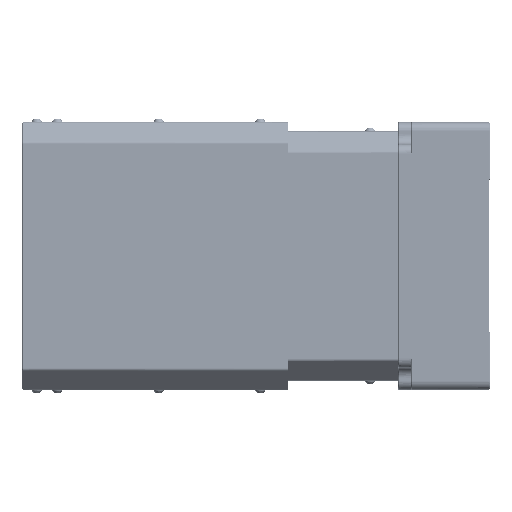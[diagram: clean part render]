
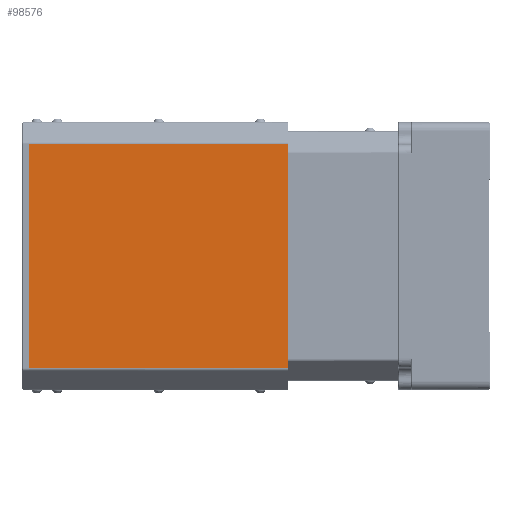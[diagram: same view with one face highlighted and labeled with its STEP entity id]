
A CAD part, left-side view. The second image highlights one B-rep face of the part: STEP entity #98576.
In plain terms, the highlighted planar face has unit normal (-1, 0, 0).
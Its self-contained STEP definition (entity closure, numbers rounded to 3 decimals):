
#4714 = CARTESIAN_POINT ( 'NONE',  ( 73.69, 109.5, -392.727 ) ) ;
#7466 = EDGE_LOOP ( 'NONE', ( #77815, #82516, #66434, #162840 ) ) ;
#10493 = CARTESIAN_POINT ( 'NONE',  ( 73.69, 109.5, -514.178 ) ) ;
#12440 = B_SPLINE_CURVE_WITH_KNOTS ( 'NONE', 3,
 ( #22939, #112281, #165274, #87991 ),
 .UNSPECIFIED., .F., .F.,
 ( 4, 4 ),
 ( 0., 1. ),
 .UNSPECIFIED. ) ;
#15398 = CARTESIAN_POINT ( 'NONE',  ( 73.69, 249.5, -433.21 ) ) ;
#22939 = CARTESIAN_POINT ( 'NONE',  ( 73.69, 109.5, -514.178 ) ) ;
#24364 = CARTESIAN_POINT ( 'NONE',  ( 73.69, 249.5, -514.178 ) ) ;
#25608 = B_SPLINE_CURVE_WITH_KNOTS ( 'NONE', 3,
 ( #44804, #15398, #121146, #164573 ),
 .UNSPECIFIED., .F., .F.,
 ( 4, 4 ),
 ( 0., 1. ),
 .UNSPECIFIED. ) ;
#34416 = DIRECTION ( 'NONE',  ( 0., 1., 0. ) ) ;
#35606 = CARTESIAN_POINT ( 'NONE',  ( 73.69, 202.833, -514.178 ) ) ;
#41339 = CARTESIAN_POINT ( 'NONE',  ( 73.69, 109.5, -392.727 ) ) ;
#43034 = CARTESIAN_POINT ( 'NONE',  ( 73.69, 156.167, -392.727 ) ) ;
#44804 = CARTESIAN_POINT ( 'NONE',  ( 73.69, 249.5, -392.727 ) ) ;
#45849 = B_SPLINE_CURVE_WITH_KNOTS ( 'NONE', 3,
 ( #64017, #69100, #43034, #41339 ),
 .UNSPECIFIED., .F., .F.,
 ( 4, 4 ),
 ( 0., 1. ),
 .UNSPECIFIED. ) ;
#47219 = EDGE_CURVE ( 'NONE', #136137, #142672, #124017, .T. ) ;
#50845 = CARTESIAN_POINT ( 'NONE',  ( 73.69, 179.5, -570.138 ) ) ;
#61119 = VERTEX_POINT ( 'NONE', #4714 ) ;
#63348 = EDGE_CURVE ( 'NONE', #142672, #61119, #12440, .T. ) ;
#63908 = PLANE ( 'NONE',  #163001 ) ;
#64017 = CARTESIAN_POINT ( 'NONE',  ( 73.69, 249.5, -392.727 ) ) ;
#66434 = ORIENTED_EDGE ( 'NONE', *, *, #160412, .T. ) ;
#69100 = CARTESIAN_POINT ( 'NONE',  ( 73.69, 202.833, -392.727 ) ) ;
#77815 = ORIENTED_EDGE ( 'NONE', *, *, #63348, .T. ) ;
#82516 = ORIENTED_EDGE ( 'NONE', *, *, #110409, .F. ) ;
#87991 = CARTESIAN_POINT ( 'NONE',  ( 73.69, 109.5, -392.727 ) ) ;
#98576 = ADVANCED_FACE ( 'NONE', ( #102049 ), #63908, .T. ) ;
#102049 = FACE_OUTER_BOUND ( 'NONE', #7466, .T. ) ;
#110409 = EDGE_CURVE ( 'NONE', #134341, #61119, #45849, .T. ) ;
#112281 = CARTESIAN_POINT ( 'NONE',  ( 73.69, 109.5, -473.694 ) ) ;
#114199 = DIRECTION ( 'NONE',  ( -1., 0., 0. ) ) ;
#121146 = CARTESIAN_POINT ( 'NONE',  ( 73.69, 249.5, -473.694 ) ) ;
#124017 = B_SPLINE_CURVE_WITH_KNOTS ( 'NONE', 3,
 ( #167561, #35606, #155373, #10493 ),
 .UNSPECIFIED., .F., .F.,
 ( 4, 4 ),
 ( 0., 1. ),
 .UNSPECIFIED. ) ;
#125798 = CARTESIAN_POINT ( 'NONE',  ( 73.69, 109.5, -514.178 ) ) ;
#134341 = VERTEX_POINT ( 'NONE', #142360 ) ;
#136137 = VERTEX_POINT ( 'NONE', #24364 ) ;
#142360 = CARTESIAN_POINT ( 'NONE',  ( 73.69, 249.5, -392.727 ) ) ;
#142672 = VERTEX_POINT ( 'NONE', #125798 ) ;
#155373 = CARTESIAN_POINT ( 'NONE',  ( 73.69, 156.167, -514.178 ) ) ;
#160412 = EDGE_CURVE ( 'NONE', #134341, #136137, #25608, .T. ) ;
#162840 = ORIENTED_EDGE ( 'NONE', *, *, #47219, .T. ) ;
#163001 = AXIS2_PLACEMENT_3D ( 'NONE', #50845, #114199, #34416 ) ;
#164573 = CARTESIAN_POINT ( 'NONE',  ( 73.69, 249.5, -514.178 ) ) ;
#165274 = CARTESIAN_POINT ( 'NONE',  ( 73.69, 109.5, -433.21 ) ) ;
#167561 = CARTESIAN_POINT ( 'NONE',  ( 73.69, 249.5, -514.178 ) ) ;
